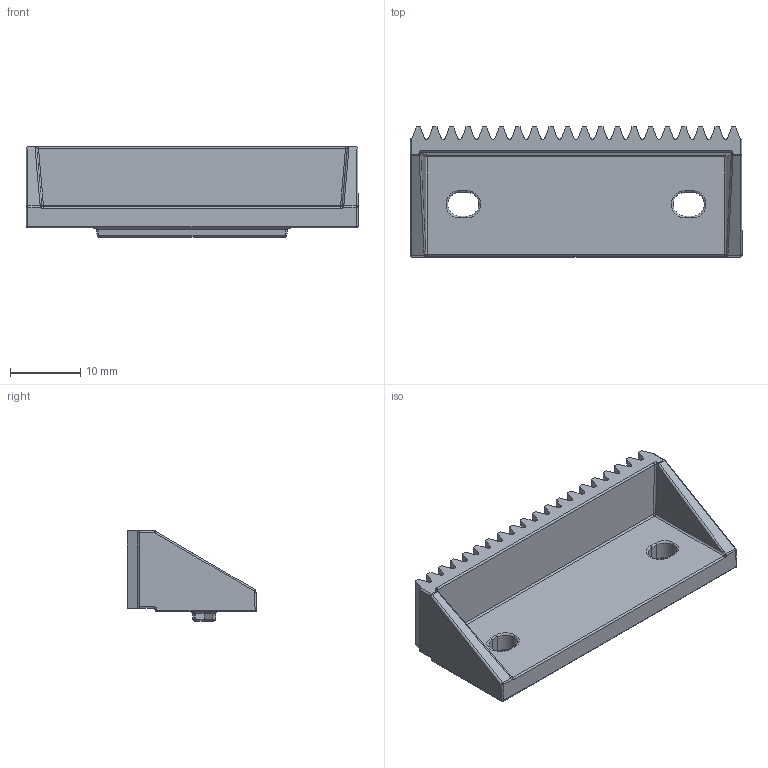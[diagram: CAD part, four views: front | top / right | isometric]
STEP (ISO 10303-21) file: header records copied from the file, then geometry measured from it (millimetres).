
FILE_DESCRIPTION (( 'STEP AP203' ), '1' );
FILE_NAME ('REV-41-1503 Alt.STEP', '2019-07-23T20:52:05', ( '' ), ( '' ), 'SwSTEP 2.0', 'SolidWorks 2018', '' );
FILE_SCHEMA (( 'CONFIG_CONTROL_DESIGN' ));
Length unit declared in the file: millimetre
Products named in the file (1): REV-41-1503 Alt
Bounding box: 47.12 x 18.44 x 12.8 mm (x, y, z)
Volume: 3878.5 mm3; surface area: 3619.1 mm2
Topology: 1 solids, 1 shells, 213 faces, 537 edges, 321 vertices
Faces by surface type: plane 84, cylinder 83, sphere 20, torus 14, bspline 12
Entity records: 6537 total; most frequent: CARTESIAN_POINT 1426, DIRECTION 1074, ORIENTED_EDGE 1058, EDGE_CURVE 529, AXIS2_PLACEMENT_3D 375, VECTOR 324, LINE 324, VERTEX_POINT 319
